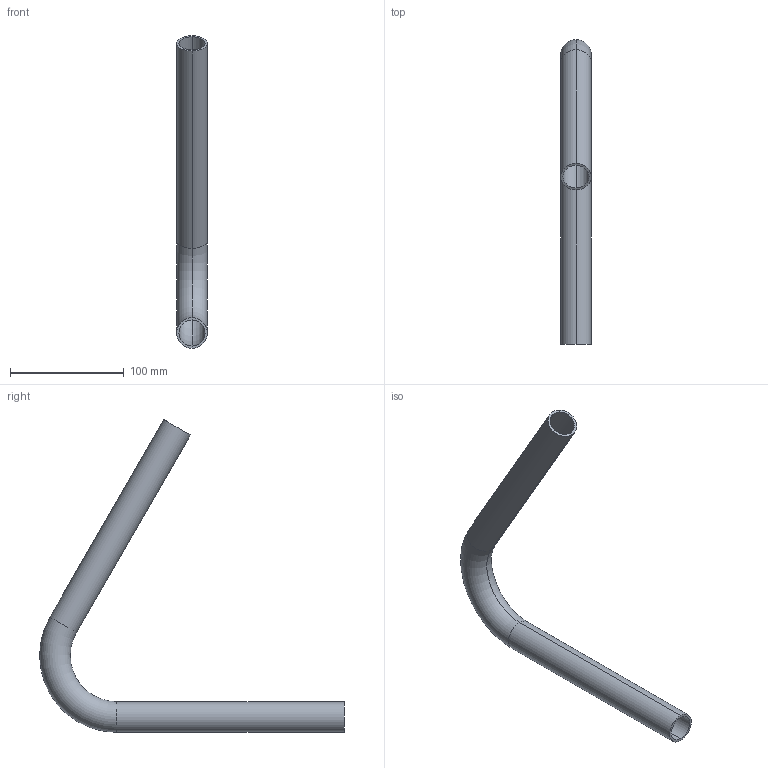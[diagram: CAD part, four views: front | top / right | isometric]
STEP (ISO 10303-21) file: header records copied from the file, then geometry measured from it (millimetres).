
FILE_DESCRIPTION (( 'STEP AP203' ), '1' );
FILE_NAME ('55110-120.STEP', '2016-12-06T12:09:05', ( '' ), ( '' ), 'SwSTEP 2.0', 'SolidWorks 2015', '' );
FILE_SCHEMA (( 'CONFIG_CONTROL_DESIGN' ));
Length unit declared in the file: millimetre
Products named in the file (1): 55110-120
Bounding box: 26.9 x 267.45 x 274.38 mm (x, y, z)
Volume: 80274.2 mm3; surface area: 80596.9 mm2
Topology: 1 solids, 1 shells, 218 faces, 574 edges, 380 vertices
Faces by surface type: plane 96, bspline 88, cylinder 30, torus 4
Entity records: 10537 total; most frequent: CARTESIAN_POINT 6129, ORIENTED_EDGE 1148, EDGE_CURVE 574, DIRECTION 492, VERTEX_POINT 380, B_SPLINE_CURVE_WITH_KNOTS 262, EDGE_LOOP 242, FACE_OUTER_BOUND 218
